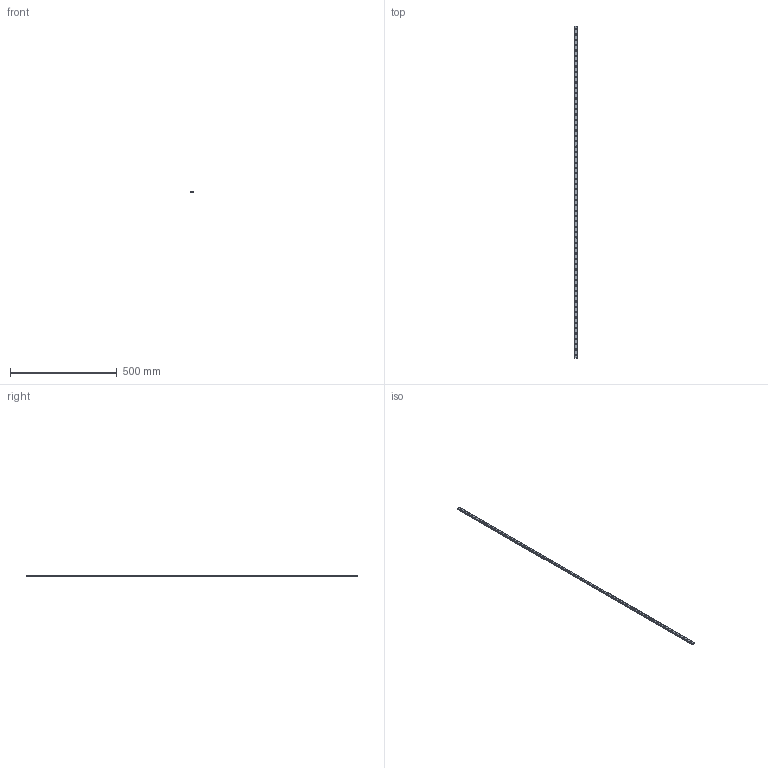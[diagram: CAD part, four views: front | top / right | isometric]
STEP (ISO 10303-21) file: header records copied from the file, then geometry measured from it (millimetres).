
FILE_DESCRIPTION(('STEP AP214'),'1');
FILE_NAME('cctmp_3B1807BB-69F8-4F23-B65F-0E041C7D2B5A_2021_02_19_11_25_04_0290..stp','2021-02-19T10:25:04',('HIWIN GmbH'),('CADClick - www.CADClick.com'),'Spatial InterOp 3D',' ','unknown authorization');
FILE_SCHEMA(('AUTOMOTIVE_DESIGN'));
Length unit declared in the file: millimetre
Products named in the file (1): MGNR12R1555CM_FILE
Bounding box: 12 x 1555 x 8 mm (x, y, z)
Volume: 133210 mm3; surface area: 77304.8 mm2
Topology: 1 solids, 1 shells, 653 faces, 1383 edges, 922 vertices
Faces by surface type: cylinder 388, plane 265
Entity records: 23161 total; most frequent: DIRECTION 3467, CARTESIAN_POINT 2959, ORIENTED_EDGE 2766, AXIS2_PLACEMENT_3D 1430, EDGE_CURVE 1383, VERTEX_POINT 922, EDGE_LOOP 843, CIRCLE 776
